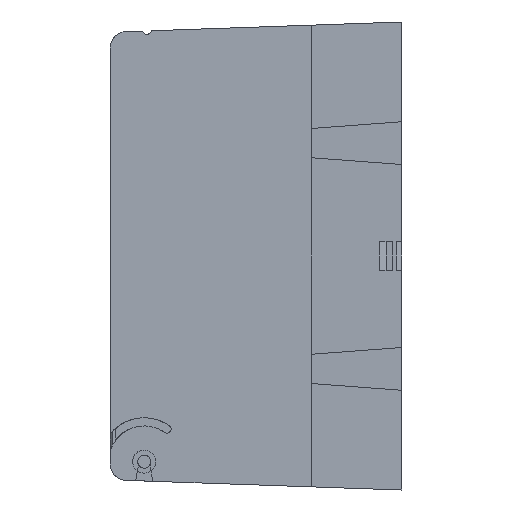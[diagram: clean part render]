
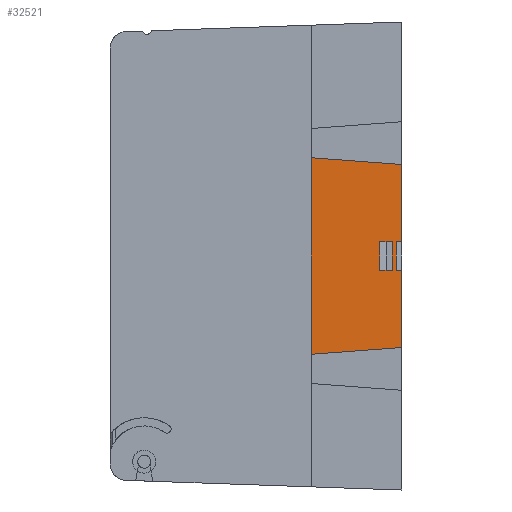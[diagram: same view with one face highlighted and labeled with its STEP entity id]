
A CAD part, left-side view. The second image highlights one B-rep face of the part: STEP entity #32521.
In plain terms, the highlighted planar face has unit normal (-1, 0, 0).
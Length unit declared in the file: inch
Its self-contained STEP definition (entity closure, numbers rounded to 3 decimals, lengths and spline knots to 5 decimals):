
#1049 = EDGE_CURVE ( 'NONE', #44803, #8528, #101954, .T. ) ;
#1542 = CARTESIAN_POINT ( 'NONE',  ( -6.525, 0., 1.115 ) ) ;
#5080 = EDGE_CURVE ( 'NONE', #40397, #41218, #92099, .T. ) ;
#8528 = VERTEX_POINT ( 'NONE', #15177 ) ;
#8713 = ORIENTED_EDGE ( 'NONE', *, *, #13632, .F. ) ;
#9201 = CARTESIAN_POINT ( 'NONE',  ( -6.525, 1.1, -1.19653 ) ) ;
#10514 = FACE_OUTER_BOUND ( 'NONE', #42499, .T. ) ;
#10555 = LINE ( 'NONE', #1542, #40061 ) ;
#10586 = VECTOR ( 'NONE', #133935, 39.37008 ) ;
#10831 = CARTESIAN_POINT ( 'NONE',  ( -6.525, 0., 1.115 ) ) ;
#10914 = LINE ( 'NONE', #14006, #66373 ) ;
#11452 = VECTOR ( 'NONE', #107502, 39.37008 ) ;
#13632 = EDGE_CURVE ( 'NONE', #20349, #114021, #10555, .T. ) ;
#14006 = CARTESIAN_POINT ( 'NONE',  ( -6.525, 0.115, -0.175 ) ) ;
#14092 = LINE ( 'NONE', #100558, #10586 ) ;
#14962 = LINE ( 'NONE', #63250, #11452 ) ;
#14995 = ORIENTED_EDGE ( 'NONE', *, *, #48796, .T. ) ;
#15177 = CARTESIAN_POINT ( 'NONE',  ( -6.525, 0.115, 0.175 ) ) ;
#17310 = EDGE_CURVE ( 'NONE', #19545, #20629, #14092, .T. ) ;
#19545 = VERTEX_POINT ( 'NONE', #54503 ) ;
#19563 = VECTOR ( 'NONE', #56044, 39.37008 ) ;
#20349 = VERTEX_POINT ( 'NONE', #118367 ) ;
#20629 = VERTEX_POINT ( 'NONE', #67576 ) ;
#21356 = VECTOR ( 'NONE', #114050, 39.37008 ) ;
#29227 = VECTOR ( 'NONE', #61952, 39.37008 ) ;
#30481 = ORIENTED_EDGE ( 'NONE', *, *, #1049, .F. ) ;
#31004 = CARTESIAN_POINT ( 'NONE',  ( -6.525, 0., 6.44233 ) ) ;
#32521 = ADVANCED_FACE ( 'NONE', ( #10514, #124985 ), #108216, .F. ) ;
#33004 = VECTOR ( 'NONE', #61989, 39.37008 ) ;
#35807 = LINE ( 'NONE', #36539, #65273 ) ;
#36539 = CARTESIAN_POINT ( 'NONE',  ( -6.525, 1.1, 6.44233 ) ) ;
#39627 = LINE ( 'NONE', #47075, #124633 ) ;
#40061 = VECTOR ( 'NONE', #67933, 39.37008 ) ;
#40397 = VERTEX_POINT ( 'NONE', #91685 ) ;
#41218 = VERTEX_POINT ( 'NONE', #55835 ) ;
#41904 = AXIS2_PLACEMENT_3D ( 'NONE', #31004, #108687, #42183 ) ;
#42183 = DIRECTION ( 'NONE',  ( 0., 0., -1. ) ) ;
#42499 = EDGE_LOOP ( 'NONE', ( #70832, #76349, #115481, #42989, #111496, #8713, #51632, #69816 ) ) ;
#42890 = VECTOR ( 'NONE', #84643, 39.37008 ) ;
#42989 = ORIENTED_EDGE ( 'NONE', *, *, #69603, .T. ) ;
#44803 = VERTEX_POINT ( 'NONE', #54740 ) ;
#44952 = CARTESIAN_POINT ( 'NONE',  ( -6.525, 0., 0.175 ) ) ;
#47075 = CARTESIAN_POINT ( 'NONE',  ( -6.525, -0.55706, -1.07371 ) ) ;
#48796 = EDGE_CURVE ( 'NONE', #20629, #8528, #83884, .T. ) ;
#51448 = CARTESIAN_POINT ( 'NONE',  ( -6.525, 0., 6.44233 ) ) ;
#51632 = ORIENTED_EDGE ( 'NONE', *, *, #57762, .T. ) ;
#51691 = ORIENTED_EDGE ( 'NONE', *, *, #109694, .F. ) ;
#52150 = CARTESIAN_POINT ( 'NONE',  ( -6.525, 0., -0.175 ) ) ;
#54503 = CARTESIAN_POINT ( 'NONE',  ( -6.525, 0.26794, -0.175 ) ) ;
#54740 = CARTESIAN_POINT ( 'NONE',  ( -6.525, 0.115, -0.175 ) ) ;
#55835 = CARTESIAN_POINT ( 'NONE',  ( -6.525, 0.065, 0.175 ) ) ;
#56044 = DIRECTION ( 'NONE',  ( 0., -1., 0. ) ) ;
#57762 = EDGE_CURVE ( 'NONE', #20349, #102091, #35807, .T. ) ;
#58655 = LINE ( 'NONE', #139492, #29227 ) ;
#59436 = ORIENTED_EDGE ( 'NONE', *, *, #17310, .T. ) ;
#60175 = EDGE_CURVE ( 'NONE', #40397, #66209, #58655, .T. ) ;
#61952 = DIRECTION ( 'NONE',  ( 0., -1., 0. ) ) ;
#61989 = DIRECTION ( 'NONE',  ( 0., 0., 1. ) ) ;
#63250 = CARTESIAN_POINT ( 'NONE',  ( -6.525, 0., 6.44233 ) ) ;
#65273 = VECTOR ( 'NONE', #125285, 39.37008 ) ;
#66209 = VERTEX_POINT ( 'NONE', #52150 ) ;
#66373 = VECTOR ( 'NONE', #91627, 39.37008 ) ;
#67576 = CARTESIAN_POINT ( 'NONE',  ( -6.525, 0.26794, 0.175 ) ) ;
#67860 = LINE ( 'NONE', #51448, #93962 ) ;
#67933 = DIRECTION ( 'NONE',  ( 0., -0.997, -0.074 ) ) ;
#69603 = EDGE_CURVE ( 'NONE', #41218, #140101, #78586, .T. ) ;
#69816 = ORIENTED_EDGE ( 'NONE', *, *, #119447, .T. ) ;
#69883 = CARTESIAN_POINT ( 'NONE',  ( -6.525, 0.115, 0.175 ) ) ;
#70832 = ORIENTED_EDGE ( 'NONE', *, *, #128225, .F. ) ;
#73838 = DIRECTION ( 'NONE',  ( 0., 0., -1. ) ) ;
#74336 = CARTESIAN_POINT ( 'NONE',  ( -6.525, 0., -1.115 ) ) ;
#75903 = CARTESIAN_POINT ( 'NONE',  ( -6.525, 0., 0.175 ) ) ;
#76349 = ORIENTED_EDGE ( 'NONE', *, *, #60175, .F. ) ;
#78586 = LINE ( 'NONE', #44952, #19563 ) ;
#80985 = EDGE_CURVE ( 'NONE', #114021, #140101, #67860, .T. ) ;
#83884 = LINE ( 'NONE', #69883, #21356 ) ;
#84643 = DIRECTION ( 'NONE',  ( 0., 0., 1. ) ) ;
#91627 = DIRECTION ( 'NONE',  ( 0., -1., 0. ) ) ;
#91685 = CARTESIAN_POINT ( 'NONE',  ( -6.525, 0.065, -0.175 ) ) ;
#92099 = LINE ( 'NONE', #139529, #33004 ) ;
#93962 = VECTOR ( 'NONE', #73838, 39.37008 ) ;
#100558 = CARTESIAN_POINT ( 'NONE',  ( -6.525, 0.26794, -0.175 ) ) ;
#101954 = LINE ( 'NONE', #106507, #42890 ) ;
#102091 = VERTEX_POINT ( 'NONE', #9201 ) ;
#106507 = CARTESIAN_POINT ( 'NONE',  ( -6.525, 0.115, -0.175 ) ) ;
#107502 = DIRECTION ( 'NONE',  ( 0., 0., -1. ) ) ;
#108216 = PLANE ( 'NONE',  #41904 ) ;
#108687 = DIRECTION ( 'NONE',  ( 1., 0., 0. ) ) ;
#109694 = EDGE_CURVE ( 'NONE', #19545, #44803, #10914, .T. ) ;
#111496 = ORIENTED_EDGE ( 'NONE', *, *, #80985, .F. ) ;
#113574 = DIRECTION ( 'NONE',  ( 0., -0.997, 0.074 ) ) ;
#114021 = VERTEX_POINT ( 'NONE', #10831 ) ;
#114050 = DIRECTION ( 'NONE',  ( 0., -1., 0. ) ) ;
#115481 = ORIENTED_EDGE ( 'NONE', *, *, #5080, .T. ) ;
#118367 = CARTESIAN_POINT ( 'NONE',  ( -6.525, 1.1, 1.19653 ) ) ;
#119447 = EDGE_CURVE ( 'NONE', #102091, #121772, #39627, .T. ) ;
#120995 = EDGE_LOOP ( 'NONE', ( #51691, #59436, #14995, #30481 ) ) ;
#121772 = VERTEX_POINT ( 'NONE', #74336 ) ;
#124633 = VECTOR ( 'NONE', #113574, 39.37008 ) ;
#124985 = FACE_BOUND ( 'NONE', #120995, .T. ) ;
#125285 = DIRECTION ( 'NONE',  ( 0., 0., -1. ) ) ;
#128225 = EDGE_CURVE ( 'NONE', #66209, #121772, #14962, .T. ) ;
#133935 = DIRECTION ( 'NONE',  ( 0., 0., 1. ) ) ;
#139492 = CARTESIAN_POINT ( 'NONE',  ( -6.525, 0., -0.175 ) ) ;
#139529 = CARTESIAN_POINT ( 'NONE',  ( -6.525, 0.065, -0.175 ) ) ;
#140101 = VERTEX_POINT ( 'NONE', #75903 ) ;
